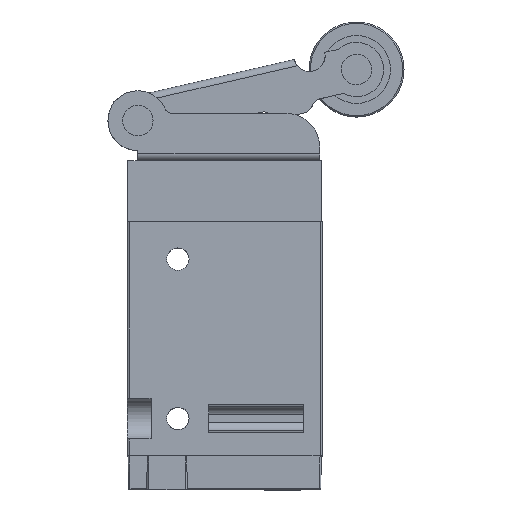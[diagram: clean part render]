
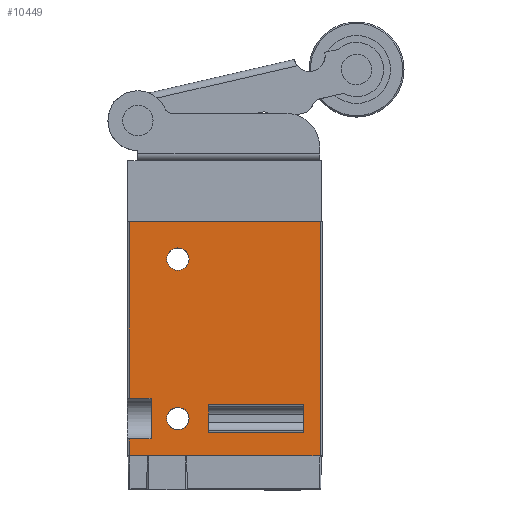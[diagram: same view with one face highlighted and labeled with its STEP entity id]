
A CAD part, top view. The second image highlights one B-rep face of the part: STEP entity #10449.
In plain terms, the highlighted face is planar.
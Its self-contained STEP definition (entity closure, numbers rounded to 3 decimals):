
#1405 = EDGE_LOOP ( 'NONE', ( #20471, #20472 ) ) ;
#1524 = EDGE_LOOP ( 'NONE', ( #20473, #20474, #20475, #20476 ) ) ;
#1530 = EDGE_LOOP ( 'NONE', ( #20477, #20478, #20479, #20480, #20481, #20482, #20483, #20484 ) ) ;
#1546 = EDGE_LOOP ( 'NONE', ( #20497, #20496 ) ) ;
#2282 = FACE_BOUND ( 'NONE', #1546, .T. ) ;
#2283 = FACE_BOUND ( 'NONE', #1405, .T. ) ;
#2284 = FACE_BOUND ( 'NONE', #1524, .T. ) ;
#2285 = FACE_OUTER_BOUND ( 'NONE', #1530, .T. ) ;
#6926 = CIRCLE ( 'NONE', #34028, 1.65 ) ;
#6936 = CIRCLE ( 'NONE', #34039, 1.65 ) ;
#6991 = LINE ( 'NONE', #17573, #6993 ) ;
#6993 = VECTOR ( 'NONE', #17574, 1000. ) ;
#7292 = CIRCLE ( 'NONE', #34147, 1.65 ) ;
#7294 = LINE ( 'NONE', #18283, #7298 ) ;
#7296 = CIRCLE ( 'NONE', #34149, 1.65 ) ;
#7298 = VECTOR ( 'NONE', #18284, 1000. ) ;
#7300 = LINE ( 'NONE', #18285, #7302 ) ;
#7302 = VECTOR ( 'NONE', #18286, 1000. ) ;
#7304 = LINE ( 'NONE', #18287, #7306 ) ;
#7306 = VECTOR ( 'NONE', #18288, 1000. ) ;
#7308 = LINE ( 'NONE', #18289, #7310 ) ;
#7310 = VECTOR ( 'NONE', #18290, 1000. ) ;
#7312 = LINE ( 'NONE', #18291, #7314 ) ;
#7314 = VECTOR ( 'NONE', #18292, 1000. ) ;
#7316 = LINE ( 'NONE', #18293, #7318 ) ;
#7318 = VECTOR ( 'NONE', #18294, 1000. ) ;
#7320 = LINE ( 'NONE', #18295, #7322 ) ;
#7322 = VECTOR ( 'NONE', #18296, 1000. ) ;
#7324 = LINE ( 'NONE', #18297, #7326 ) ;
#7326 = VECTOR ( 'NONE', #18298, 1000. ) ;
#7328 = LINE ( 'NONE', #18299, #7330 ) ;
#7330 = VECTOR ( 'NONE', #18300, 1000. ) ;
#7332 = LINE ( 'NONE', #18301, #7334 ) ;
#7334 = VECTOR ( 'NONE', #18302, 1000. ) ;
#7336 = LINE ( 'NONE', #18303, #7338 ) ;
#7338 = VECTOR ( 'NONE', #18304, 1000. ) ;
#8617 = CARTESIAN_POINT ( 'NONE',  ( 9.2, 6.9, 10.1 ) ) ;
#8620 = CARTESIAN_POINT ( 'NONE',  ( 9.2, 6.9, 13.4 ) ) ;
#8629 = CARTESIAN_POINT ( 'NONE',  ( 9.2, 14.05, 8.75 ) ) ;
#8631 = CARTESIAN_POINT ( 'NONE',  ( 9.2, 6.9, -13.4 ) ) ;
#8646 = CARTESIAN_POINT ( 'NONE',  ( 9.2, 10.85, 8.75 ) ) ;
#8684 = CARTESIAN_POINT ( 'NONE',  ( 9.2, 6.9, -10.1 ) ) ;
#9478 = CARTESIAN_POINT ( 'NONE',  ( 9.2, 6.9, -11.75 ) ) ;
#9479 = DIRECTION ( 'NONE',  ( 1., 0., 0. ) ) ;
#9480 = DIRECTION ( 'NONE',  ( 0., 0., -1. ) ) ;
#9500 = CARTESIAN_POINT ( 'NONE',  ( 9.2, 6.9, 11.75 ) ) ;
#9501 = DIRECTION ( 'NONE',  ( 1., 0., 0. ) ) ;
#9502 = DIRECTION ( 'NONE',  ( 0., 0., -1. ) ) ;
#10449 = ADVANCED_FACE ( 'NONE', ( #2282, #2283, #2284, #2285 ), #27539, .F. ) ;
#11547 = VERTEX_POINT ( 'NONE', #28613 ) ;
#11558 = VERTEX_POINT ( 'NONE', #28624 ) ;
#11677 = VERTEX_POINT ( 'NONE', #28743 ) ;
#11678 = VERTEX_POINT ( 'NONE', #28744 ) ;
#11697 = VERTEX_POINT ( 'NONE', #28763 ) ;
#17573 = CARTESIAN_POINT ( 'NONE',  ( 9.2, -14.35, 17.25 ) ) ;
#17574 = DIRECTION ( 'NONE',  ( 0., 1., 0. ) ) ;
#18277 = CARTESIAN_POINT ( 'NONE',  ( 9.2, 6.9, -11.75 ) ) ;
#18278 = DIRECTION ( 'NONE',  ( 1., 0., 0. ) ) ;
#18279 = DIRECTION ( 'NONE',  ( 0., 0., -1. ) ) ;
#18280 = CARTESIAN_POINT ( 'NONE',  ( 9.2, 6.9, 11.75 ) ) ;
#18281 = DIRECTION ( 'NONE',  ( 1., 0., 0. ) ) ;
#18282 = DIRECTION ( 'NONE',  ( 0., 0., -1. ) ) ;
#18283 = CARTESIAN_POINT ( 'NONE',  ( 9.2, 2.35, 13.75 ) ) ;
#18284 = DIRECTION ( 'NONE',  ( 0., 0., 1. ) ) ;
#18285 = CARTESIAN_POINT ( 'NONE',  ( 9.2, 2.35, 9.75 ) ) ;
#18286 = DIRECTION ( 'NONE',  ( 0., -1., 0. ) ) ;
#18287 = CARTESIAN_POINT ( 'NONE',  ( 9.2, -11.65, 13.75 ) ) ;
#18288 = DIRECTION ( 'NONE',  ( 0., 0., 1. ) ) ;
#18289 = CARTESIAN_POINT ( 'NONE',  ( 9.2, 2.35, 13.75 ) ) ;
#18290 = DIRECTION ( 'NONE',  ( 0., -1., 0. ) ) ;
#18291 = CARTESIAN_POINT ( 'NONE',  ( 9.2, -14.35, -17.25 ) ) ;
#18292 = DIRECTION ( 'NONE',  ( 0., -1., 0. ) ) ;
#18293 = CARTESIAN_POINT ( 'NONE',  ( 9.2, 14.05, 17.75 ) ) ;
#18294 = DIRECTION ( 'NONE',  ( 0., 0., 1. ) ) ;
#18295 = CARTESIAN_POINT ( 'NONE',  ( 9.2, 10.85, 8.75 ) ) ;
#18296 = DIRECTION ( 'NONE',  ( 0., 1., 0. ) ) ;
#18297 = CARTESIAN_POINT ( 'NONE',  ( 9.2, 10.85, 14.75 ) ) ;
#18298 = DIRECTION ( 'NONE',  ( 0., 0., -1. ) ) ;
#18299 = CARTESIAN_POINT ( 'NONE',  ( 9.2, 10.85, 14.75 ) ) ;
#18300 = DIRECTION ( 'NONE',  ( 0., 1., 0. ) ) ;
#18301 = CARTESIAN_POINT ( 'NONE',  ( 9.2, 14.05, 17.75 ) ) ;
#18302 = DIRECTION ( 'NONE',  ( 0., 0., 1. ) ) ;
#18303 = CARTESIAN_POINT ( 'NONE',  ( 9.2, -14.05, 17.75 ) ) ;
#18304 = DIRECTION ( 'NONE',  ( 0., 0., -1. ) ) ;
#20378 = VERTEX_POINT ( 'NONE', #8617 ) ;
#20381 = VERTEX_POINT ( 'NONE', #8620 ) ;
#20390 = VERTEX_POINT ( 'NONE', #8629 ) ;
#20392 = VERTEX_POINT ( 'NONE', #8631 ) ;
#20407 = VERTEX_POINT ( 'NONE', #8646 ) ;
#20445 = VERTEX_POINT ( 'NONE', #8684 ) ;
#20471 = ORIENTED_EDGE ( 'NONE', *, *, #28012, .F. ) ;
#20472 = ORIENTED_EDGE ( 'NONE', *, *, #27834, .F. ) ;
#20473 = ORIENTED_EDGE ( 'NONE', *, *, #28013, .F. ) ;
#20474 = ORIENTED_EDGE ( 'NONE', *, *, #28014, .T. ) ;
#20475 = ORIENTED_EDGE ( 'NONE', *, *, #28015, .T. ) ;
#20476 = ORIENTED_EDGE ( 'NONE', *, *, #28016, .F. ) ;
#20477 = ORIENTED_EDGE ( 'NONE', *, *, #28017, .F. ) ;
#20478 = ORIENTED_EDGE ( 'NONE', *, *, #28018, .T. ) ;
#20479 = ORIENTED_EDGE ( 'NONE', *, *, #28019, .F. ) ;
#20480 = ORIENTED_EDGE ( 'NONE', *, *, #28020, .F. ) ;
#20481 = ORIENTED_EDGE ( 'NONE', *, *, #28021, .T. ) ;
#20482 = ORIENTED_EDGE ( 'NONE', *, *, #28022, .T. ) ;
#20483 = ORIENTED_EDGE ( 'NONE', *, *, #27884, .F. ) ;
#20484 = ORIENTED_EDGE ( 'NONE', *, *, #28023, .T. ) ;
#20496 = ORIENTED_EDGE ( 'NONE', *, *, #27826, .F. ) ;
#20497 = ORIENTED_EDGE ( 'NONE', *, *, #28011, .F. ) ;
#22976 = CARTESIAN_POINT ( 'NONE',  ( 9.2, -11.65, 13.75 ) ) ;
#22981 = CARTESIAN_POINT ( 'NONE',  ( 9.2, 2.35, 13.75 ) ) ;
#23001 = CARTESIAN_POINT ( 'NONE',  ( 9.2, 14.05, 14.75 ) ) ;
#23036 = CARTESIAN_POINT ( 'NONE',  ( 9.2, 2.35, 9.75 ) ) ;
#23050 = CARTESIAN_POINT ( 'NONE',  ( 9.2, -14.05, -17.25 ) ) ;
#27539 = PLANE ( 'NONE',  #33064 ) ;
#27540 = CARTESIAN_POINT ( 'NONE',  ( 9.2, -14.35, 17.75 ) ) ;
#27541 = DIRECTION ( 'NONE',  ( -1., 0., 0. ) ) ;
#27542 = DIRECTION ( 'NONE',  ( 0., 0., 1. ) ) ;
#27826 = EDGE_CURVE ( 'NONE', #20445, #20392, #6926, .T. ) ;
#27834 = EDGE_CURVE ( 'NONE', #20381, #20378, #6936, .T. ) ;
#27884 = EDGE_CURVE ( 'NONE', #11677, #11697, #6991, .T. ) ;
#28011 = EDGE_CURVE ( 'NONE', #20392, #20445, #7292, .T. ) ;
#28012 = EDGE_CURVE ( 'NONE', #20378, #20381, #7296, .T. ) ;
#28013 = EDGE_CURVE ( 'NONE', #31759, #31704, #7294, .T. ) ;
#28014 = EDGE_CURVE ( 'NONE', #31759, #11678, #7300, .T. ) ;
#28015 = EDGE_CURVE ( 'NONE', #11678, #31699, #7304, .T. ) ;
#28016 = EDGE_CURVE ( 'NONE', #31704, #31699, #7308, .T. ) ;
#28017 = EDGE_CURVE ( 'NONE', #11558, #31773, #7312, .T. ) ;
#28018 = EDGE_CURVE ( 'NONE', #11558, #20390, #7316, .T. ) ;
#28019 = EDGE_CURVE ( 'NONE', #20407, #20390, #7320, .T. ) ;
#28020 = EDGE_CURVE ( 'NONE', #11547, #20407, #7324, .T. ) ;
#28021 = EDGE_CURVE ( 'NONE', #11547, #31724, #7328, .T. ) ;
#28022 = EDGE_CURVE ( 'NONE', #31724, #11697, #7332, .T. ) ;
#28023 = EDGE_CURVE ( 'NONE', #11677, #31773, #7336, .T. ) ;
#28613 = CARTESIAN_POINT ( 'NONE',  ( 9.2, 10.85, 14.75 ) ) ;
#28624 = CARTESIAN_POINT ( 'NONE',  ( 9.2, 14.05, -17.25 ) ) ;
#28743 = CARTESIAN_POINT ( 'NONE',  ( 9.2, -14.05, 17.25 ) ) ;
#28744 = CARTESIAN_POINT ( 'NONE',  ( 9.2, -11.65, 9.75 ) ) ;
#28763 = CARTESIAN_POINT ( 'NONE',  ( 9.2, 14.05, 17.25 ) ) ;
#31699 = VERTEX_POINT ( 'NONE', #22976 ) ;
#31704 = VERTEX_POINT ( 'NONE', #22981 ) ;
#31724 = VERTEX_POINT ( 'NONE', #23001 ) ;
#31759 = VERTEX_POINT ( 'NONE', #23036 ) ;
#31773 = VERTEX_POINT ( 'NONE', #23050 ) ;
#33064 = AXIS2_PLACEMENT_3D ( 'NONE', #27540, #27541, #27542 ) ;
#34028 = AXIS2_PLACEMENT_3D ( 'NONE', #9478, #9479, #9480 ) ;
#34039 = AXIS2_PLACEMENT_3D ( 'NONE', #9500, #9501, #9502 ) ;
#34147 = AXIS2_PLACEMENT_3D ( 'NONE', #18277, #18278, #18279 ) ;
#34149 = AXIS2_PLACEMENT_3D ( 'NONE', #18280, #18281, #18282 ) ;
